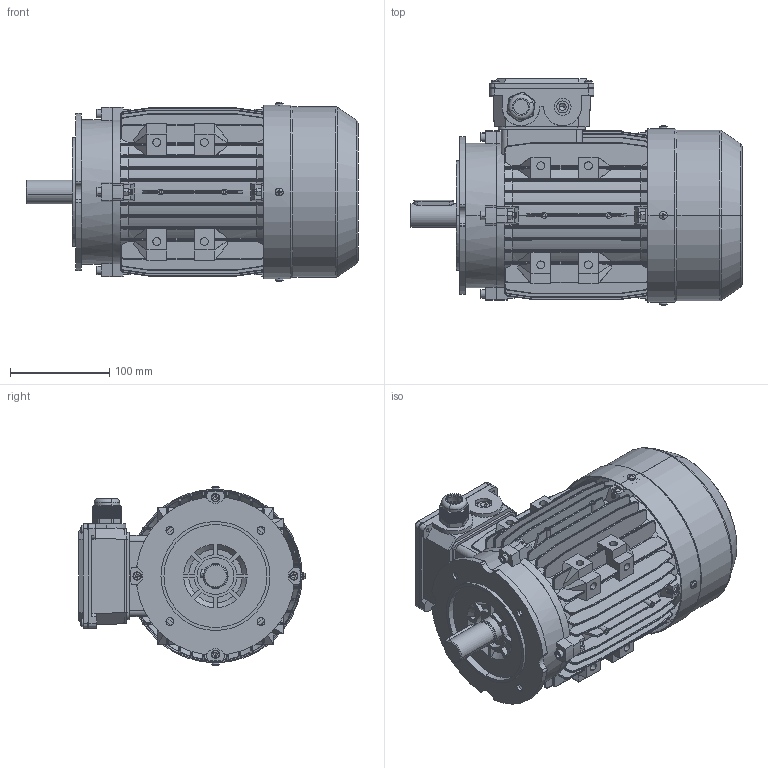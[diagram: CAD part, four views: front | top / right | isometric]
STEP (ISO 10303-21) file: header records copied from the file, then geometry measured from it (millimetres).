
FILE_DESCRIPTION (( 'STEP AP203' ), '1' );
FILE_NAME ('MS90M B14B.STEP', '2014-11-09T06:33:09', ( 'USER' ), ( 'MS' ), 'SwSTEP 2.0', 'SolidWorks 2008', '' );
FILE_SCHEMA (( 'CONFIG_CONTROL_DESIGN' ));
Length unit declared in the file: millimetre
Products named in the file (13): 新接线盒座80-100_默认; 90M机壳_默认; 新接线盒盖80-100_默认; 80-100出线螺套_默认; MS90M B14B; 90后盖_默认; 90M转轴_默认; 90风罩_默认; 风叶_默认; Hexagon socket head cap screws GB_GB_FASTENER_SCREWS_HSHCS M5X30-N; Hexagon nuts grade C GB_GB_FASTENER_NUT_SNC1 M5-N; Cross recessed thread forming screws GB_GB_CROSS_SCREWS_TYPE138 M4X10-N; 90B14B盖_默认
Assembly tree (33 placements, depth 2):
  MS90M B14B
    Hexagon socket head cap screws GB_GB_FASTENER_SCREWS_HSHCS M5X30-N  x8
    Cross recessed thread forming screws GB_GB_CROSS_SCREWS_TYPE138 M4X10-N  x8
    90后盖_默认
    Hexagon nuts grade C GB_GB_FASTENER_NUT_SNC1 M5-N  x8
    新接线盒盖80-100_默认
    80-100出线螺套_默认
    风叶_默认
    90M机壳_默认
    90M转轴_默认
    90B14B盖_默认
    90风罩_默认
    新接线盒座80-100_默认
Bounding box: 335 x 228.66 x 181.31 mm (x, y, z)
Volume: 1220946.5 mm3; surface area: 743895.5 mm2
Topology: 33 solids, 33 shells, 3413 faces, 8814 edges, 5506 vertices
Faces by surface type: plane 1909, cylinder 987, cone 196, sphere 120, bspline 116, torus 85
Entity records: 98183 total; most frequent: CARTESIAN_POINT 25203, ORIENTED_EDGE 15348, DIRECTION 14011, EDGE_CURVE 7674, VERTEX_POINT 4827, LINE 4791, VECTOR 4791, AXIS2_PLACEMENT_3D 4610
